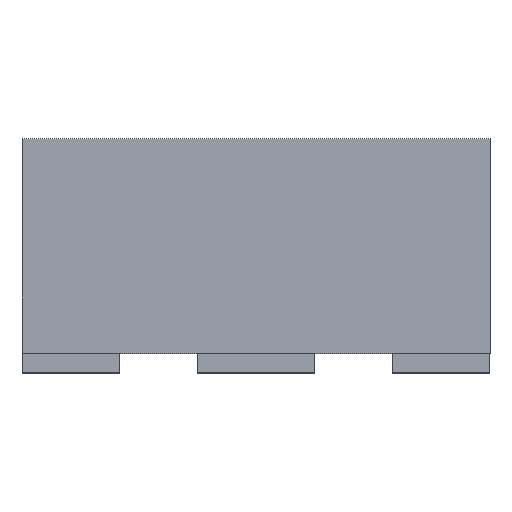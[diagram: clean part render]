
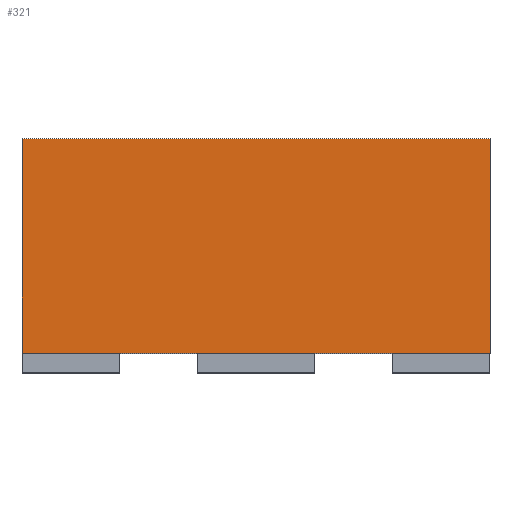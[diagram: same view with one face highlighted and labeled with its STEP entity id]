
A CAD part, top view. The second image highlights one B-rep face of the part: STEP entity #321.
In plain terms, the highlighted planar face has unit normal (0, 0, 1).
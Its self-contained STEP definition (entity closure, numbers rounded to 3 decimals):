
#8 = AXIS2_PLACEMENT_3D ( 'NONE', #441, #1303, #265 ) ;
#106 = PLANE ( 'NONE',  #8 ) ;
#115 = ORIENTED_EDGE ( 'NONE', *, *, #2153, .T. ) ;
#212 = ORIENTED_EDGE ( 'NONE', *, *, #2135, .F. ) ;
#265 = DIRECTION ( 'NONE',  ( -1., 0., 0. ) ) ;
#321 = ADVANCED_FACE ( 'NONE', ( #2287 ), #106, .F. ) ;
#385 = VECTOR ( 'NONE', #1597, 1000. ) ;
#394 = VECTOR ( 'NONE', #2152, 1000. ) ;
#421 = VERTEX_POINT ( 'NONE', #1702 ) ;
#441 = CARTESIAN_POINT ( 'NONE',  ( 0.6, 2.897, 0.6 ) ) ;
#496 = EDGE_LOOP ( 'NONE', ( #1945, #115, #1870, #212 ) ) ;
#552 = DIRECTION ( 'NONE',  ( 1., 0., 0. ) ) ;
#572 = CARTESIAN_POINT ( 'NONE',  ( 0.6, 0.05, 0.6 ) ) ;
#576 = VECTOR ( 'NONE', #704, 1000. ) ;
#632 = VERTEX_POINT ( 'NONE', #572 ) ;
#704 = DIRECTION ( 'NONE',  ( 0., -1., 0. ) ) ;
#868 = CARTESIAN_POINT ( 'NONE',  ( 0.6, 2.897, 0.6 ) ) ;
#914 = VERTEX_POINT ( 'NONE', #1485 ) ;
#1033 = LINE ( 'NONE', #868, #576 ) ;
#1050 = CARTESIAN_POINT ( 'NONE',  ( 0.6, 0.05, 0.6 ) ) ;
#1070 = EDGE_CURVE ( 'NONE', #421, #632, #2241, .T. ) ;
#1212 = EDGE_CURVE ( 'NONE', #914, #1818, #1473, .T. ) ;
#1303 = DIRECTION ( 'NONE',  ( 0., 0., -1. ) ) ;
#1331 = LINE ( 'NONE', #1581, #385 ) ;
#1473 = LINE ( 'NONE', #2178, #394 ) ;
#1483 = CARTESIAN_POINT ( 'NONE',  ( 0.6, 0.6, 0.6 ) ) ;
#1485 = CARTESIAN_POINT ( 'NONE',  ( -0.6, 0.6, 0.6 ) ) ;
#1581 = CARTESIAN_POINT ( 'NONE',  ( -0.6, 2.897, 0.6 ) ) ;
#1597 = DIRECTION ( 'NONE',  ( 0., -1., 0. ) ) ;
#1702 = CARTESIAN_POINT ( 'NONE',  ( -0.6, 0.05, 0.6 ) ) ;
#1752 = VECTOR ( 'NONE', #552, 1000. ) ;
#1818 = VERTEX_POINT ( 'NONE', #1483 ) ;
#1870 = ORIENTED_EDGE ( 'NONE', *, *, #1070, .T. ) ;
#1945 = ORIENTED_EDGE ( 'NONE', *, *, #1212, .F. ) ;
#2135 = EDGE_CURVE ( 'NONE', #1818, #632, #1033, .T. ) ;
#2152 = DIRECTION ( 'NONE',  ( 1., 0., 0. ) ) ;
#2153 = EDGE_CURVE ( 'NONE', #914, #421, #1331, .T. ) ;
#2178 = CARTESIAN_POINT ( 'NONE',  ( 0.6, 0.6, 0.6 ) ) ;
#2241 = LINE ( 'NONE', #1050, #1752 ) ;
#2287 = FACE_OUTER_BOUND ( 'NONE', #496, .T. ) ;
